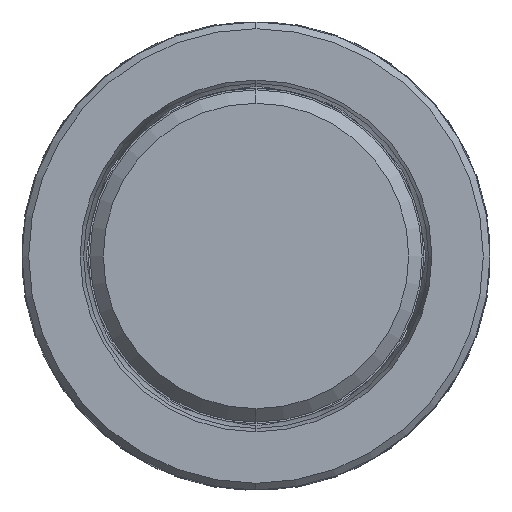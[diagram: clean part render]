
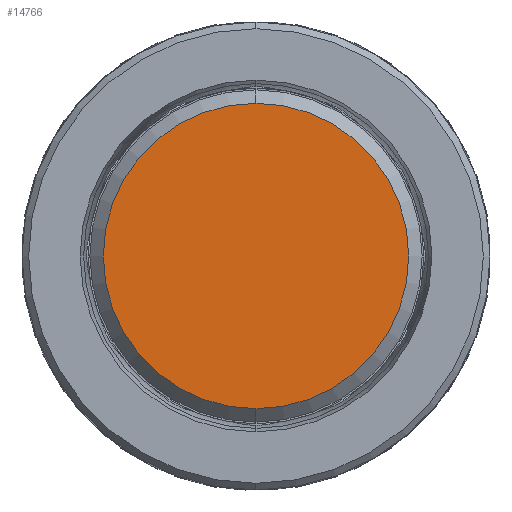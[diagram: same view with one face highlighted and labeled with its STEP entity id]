
A CAD part, front view. The second image highlights one B-rep face of the part: STEP entity #14766.
In plain terms, the highlighted planar face has unit normal (0, -1, 0).
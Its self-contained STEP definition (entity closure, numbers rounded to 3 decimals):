
#2930 = DIRECTION ( 'NONE',  ( 0., 1., 0. ) ) ;
#3237 = DIRECTION ( 'NONE',  ( 0., -1., 0. ) ) ;
#3568 = DIRECTION ( 'NONE',  ( 0., 0., 1. ) ) ;
#4393 = AXIS2_PLACEMENT_3D ( 'NONE', #25704, #30849, #18059 ) ;
#4457 = CARTESIAN_POINT ( 'NONE',  ( 0., 0., -22.75 ) ) ;
#4725 = ORIENTED_EDGE ( 'NONE', *, *, #15409, .T. ) ;
#4744 = PLANE ( 'NONE',  #32528 ) ;
#6289 = CARTESIAN_POINT ( 'NONE',  ( 0., 0., 22.75 ) ) ;
#8515 = FACE_OUTER_BOUND ( 'NONE', #28673, .T. ) ;
#9209 = VERTEX_POINT ( 'NONE', #4457 ) ;
#10171 = CIRCLE ( 'NONE', #4393, 22.75 ) ;
#10931 = CIRCLE ( 'NONE', #15151, 22.75 ) ;
#10961 = CARTESIAN_POINT ( 'NONE',  ( 0., 0., 0. ) ) ;
#11415 = EDGE_CURVE ( 'NONE', #9209, #14895, #10171, .T. ) ;
#14766 = ADVANCED_FACE ( 'NONE', ( #8515 ), #4744, .F. ) ;
#14895 = VERTEX_POINT ( 'NONE', #6289 ) ;
#15151 = AXIS2_PLACEMENT_3D ( 'NONE', #10961, #3237, #3568 ) ;
#15409 = EDGE_CURVE ( 'NONE', #14895, #9209, #10931, .T. ) ;
#18059 = DIRECTION ( 'NONE',  ( 0., 0., 1. ) ) ;
#18076 = DIRECTION ( 'NONE',  ( 0., 0., 1. ) ) ;
#20101 = CARTESIAN_POINT ( 'NONE',  ( 0., 0., 0. ) ) ;
#25704 = CARTESIAN_POINT ( 'NONE',  ( 0., 0., 0. ) ) ;
#28673 = EDGE_LOOP ( 'NONE', ( #4725, #32933 ) ) ;
#30849 = DIRECTION ( 'NONE',  ( 0., -1., 0. ) ) ;
#32528 = AXIS2_PLACEMENT_3D ( 'NONE', #20101, #2930, #18076 ) ;
#32933 = ORIENTED_EDGE ( 'NONE', *, *, #11415, .T. ) ;
